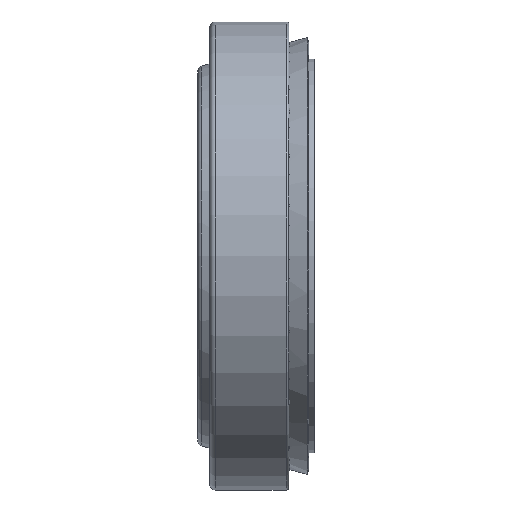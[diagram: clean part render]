
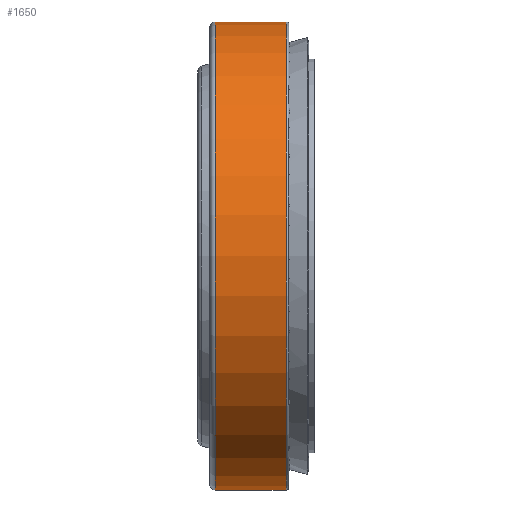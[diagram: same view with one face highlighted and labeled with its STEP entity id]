
A CAD part, top view. The second image highlights one B-rep face of the part: STEP entity #1650.
In plain terms, the highlighted cylindrical face has radius 65 mm (diameter 130 mm), a partial arc.
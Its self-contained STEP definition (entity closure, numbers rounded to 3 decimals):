
#1650=ADVANCED_FACE('',(#3281),#3282,.T.);
#3281=FACE_OUTER_BOUND('',#4931,.T.);
#3282=CYLINDRICAL_SURFACE('',#4932,65.0);
#4931=EDGE_LOOP('',(#9330,#9331,#9332,#9333));
#4932=AXIS2_PLACEMENT_3D('',#9334,#9335,#9336);
#9330=ORIENTED_EDGE('',*,*,#10383,.T.);
#9331=ORIENTED_EDGE('',*,*,#11063,.F.);
#9332=ORIENTED_EDGE('',*,*,#10385,.T.);
#9333=ORIENTED_EDGE('',*,*,#11061,.T.);
#9334=CARTESIAN_POINT('',(11.38,0.0,0.0));
#9335=DIRECTION('',(1.0,0.0,0.0));
#9336=DIRECTION('',(0.0,1.0,0.));
#10383=EDGE_CURVE('',#12561,#12552,#12562,.T.);
#10385=EDGE_CURVE('',#12555,#12563,#12565,.T.);
#11061=EDGE_CURVE('',#12563,#12561,#13567,.T.);
#11063=EDGE_CURVE('',#12555,#12552,#13569,.T.);
#12552=VERTEX_POINT('',#15580);
#12555=VERTEX_POINT('',#15583);
#12561=VERTEX_POINT('',#15589);
#12562=LINE('',#15590,#15591);
#12563=VERTEX_POINT('',#15592);
#12565=LINE('',#15594,#15595);
#13567=CIRCLE('',#17047,65.0);
#13569=CIRCLE('',#17049,65.0);
#15580=CARTESIAN_POINT('',(1.52,65.0,0.));
#15583=CARTESIAN_POINT('',(1.52,-65.0,0.));
#15589=CARTESIAN_POINT('',(21.24,65.0,0.));
#15590=CARTESIAN_POINT('',(11.38,65.0,0.));
#15591=VECTOR('',#18102,1.0);
#15592=CARTESIAN_POINT('',(21.24,-65.0,0.));
#15594=CARTESIAN_POINT('',(11.38,-65.0,0.));
#15595=VECTOR('',#18106,1.0);
#17047=AXIS2_PLACEMENT_3D('',#18680,#18681,#18682);
#17049=AXIS2_PLACEMENT_3D('',#18683,#18684,#18685);
#18102=DIRECTION('',(-1.0,0.0,0.0));
#18106=DIRECTION('',(1.0,0.0,0.0));
#18680=CARTESIAN_POINT('',(21.24,0.0,0.0));
#18681=DIRECTION('',(-1.0,0.0,0.0));
#18682=DIRECTION('',(0.0,1.0,0.));
#18683=CARTESIAN_POINT('',(1.52,0.0,0.0));
#18684=DIRECTION('',(-1.0,0.0,0.0));
#18685=DIRECTION('',(0.0,1.0,0.));
